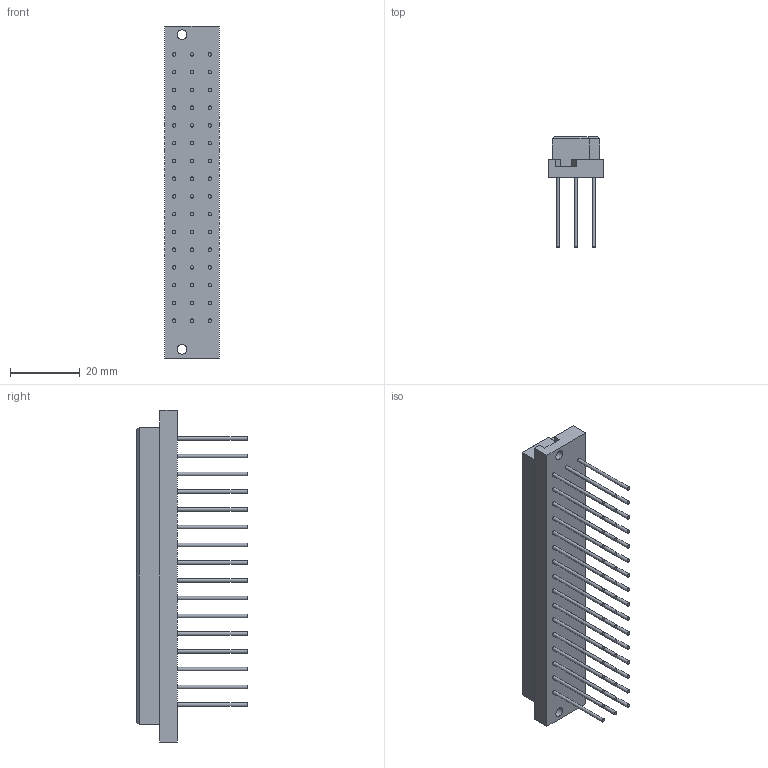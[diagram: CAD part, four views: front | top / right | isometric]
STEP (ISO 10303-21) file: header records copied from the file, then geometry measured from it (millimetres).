
FILE_DESCRIPTION(/* description */ (''),/* implementation_level */ '2;1');
FILE_NAME(/* name */ '100083187ugm000_b.stp',/* time_stamp */ '2015-09-02T07:50:05+02:00',/* author */ (''),/* organization */ (''),/* preprocessor_version */ 'ST-DEVELOPER v15',/* originating_system */ 'SIEMENS PLM Software NX 8.5',/* authorisation */ '');
FILE_SCHEMA (('AUTOMOTIVE_DESIGN { 1 0 10303 214 3 1 1 1 }'));
Length unit declared in the file: millimetre
Products named in the file (1): 100083187ugm000_b
Bounding box: 15.7 x 31.6 x 95 mm (x, y, z)
Volume: 15517.2 mm3; surface area: 8492.4 mm2
Topology: 1 solids, 1 shells, 372 faces, 816 edges, 546 vertices
Faces by surface type: plane 322, cylinder 50
Full cylindrical faces by diameter (mm): 1 x48, 2.8 x2
Entity records: 11803 total; most frequent: CARTESIAN_POINT 1681, DIRECTION 1610, ORIENTED_EDGE 1528, EDGE_CURVE 764, LINE 664, VECTOR 664, VERTEX_POINT 540, EDGE_LOOP 522
